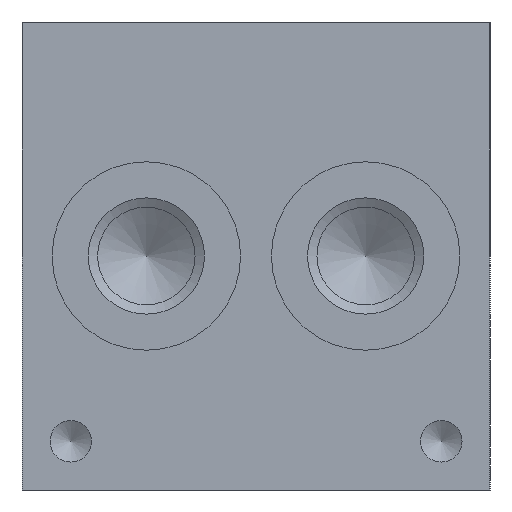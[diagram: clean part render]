
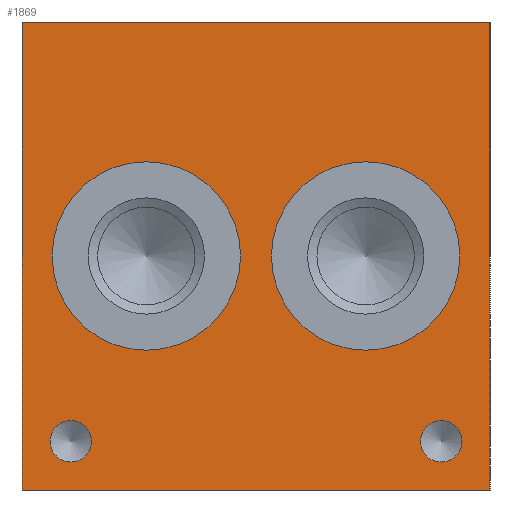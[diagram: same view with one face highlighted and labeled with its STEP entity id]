
A CAD part, left-side view. The second image highlights one B-rep face of the part: STEP entity #1869.
In plain terms, the highlighted planar face has unit normal (-1, 0, 0).
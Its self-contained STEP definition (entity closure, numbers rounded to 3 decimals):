
#164=CARTESIAN_POINT('',(0.0,68.25,11.303));
#165=VERTEX_POINT('',#164);
#166=CARTESIAN_POINT('',(0.0,68.25,7.925));
#167=DIRECTION('',(1.0,0.0,0.0));
#168=DIRECTION('',(0.0,0.0,1.0));
#169=AXIS2_PLACEMENT_3D('',#166,#167,#168);
#170=CIRCLE('',#169,3.378);
#171=EDGE_CURVE('',#165,#165,#170,.T.);
#201=CARTESIAN_POINT('',(0.0,7.925,11.303));
#202=VERTEX_POINT('',#201);
#203=CARTESIAN_POINT('',(0.0,7.925,7.925));
#204=DIRECTION('',(1.0,0.0,0.0));
#205=DIRECTION('',(0.0,0.0,1.0));
#206=AXIS2_PLACEMENT_3D('',#203,#204,#205);
#207=CIRCLE('',#206,3.378);
#208=EDGE_CURVE('',#202,#202,#207,.T.);
#1353=CARTESIAN_POINT('',(0.0,55.956,53.442));
#1354=VERTEX_POINT('',#1353);
#1355=CARTESIAN_POINT('',(0.0,55.956,38.1));
#1356=DIRECTION('',(1.0,0.0,0.0));
#1357=DIRECTION('',(0.0,0.0,1.0));
#1358=AXIS2_PLACEMENT_3D('',#1355,#1356,#1357);
#1359=CIRCLE('',#1358,15.342);
#1360=EDGE_CURVE('',#1354,#1354,#1359,.T.);
#1470=CARTESIAN_POINT('',(0.0,20.244,53.442));
#1471=VERTEX_POINT('',#1470);
#1472=CARTESIAN_POINT('',(0.0,20.244,38.1));
#1473=DIRECTION('',(1.0,0.0,0.0));
#1474=DIRECTION('',(0.0,0.0,1.0));
#1475=AXIS2_PLACEMENT_3D('',#1472,#1473,#1474);
#1476=CIRCLE('',#1475,15.342);
#1477=EDGE_CURVE('',#1471,#1471,#1476,.T.);
#1818=CARTESIAN_POINT('',(0.0,0.0,0.0));
#1819=DIRECTION('',(-1.0,0.0,0.0));
#1820=DIRECTION('',(0.0,0.0,1.0));
#1821=AXIS2_PLACEMENT_3D('',#1818,#1819,#1820);
#1822=PLANE('',#1821);
#1823=CARTESIAN_POINT('',(0.0,0.0,76.2));
#1824=VERTEX_POINT('',#1823);
#1825=CARTESIAN_POINT('',(0.0,76.2,76.2));
#1826=VERTEX_POINT('',#1825);
#1827=CARTESIAN_POINT('',(0.0,0.0,76.2));
#1828=DIRECTION('',(0.0,1.0,0.0));
#1829=VECTOR('',#1828,76.2);
#1830=LINE('',#1827,#1829);
#1831=EDGE_CURVE('',#1824,#1826,#1830,.T.);
#1832=ORIENTED_EDGE('',*,*,#1831,.T.);
#1833=CARTESIAN_POINT('',(0.0,76.2,0.0));
#1834=VERTEX_POINT('',#1833);
#1835=CARTESIAN_POINT('',(0.0,76.2,0.0));
#1836=DIRECTION('',(0.0,0.0,1.0));
#1837=VECTOR('',#1836,76.2);
#1838=LINE('',#1835,#1837);
#1839=EDGE_CURVE('',#1834,#1826,#1838,.T.);
#1840=ORIENTED_EDGE('',*,*,#1839,.F.);
#1841=CARTESIAN_POINT('',(0.0,0.0,0.0));
#1842=VERTEX_POINT('',#1841);
#1843=CARTESIAN_POINT('',(0.0,76.2,0.0));
#1844=DIRECTION('',(0.0,-1.0,0.0));
#1845=VECTOR('',#1844,76.2);
#1846=LINE('',#1843,#1845);
#1847=EDGE_CURVE('',#1834,#1842,#1846,.T.);
#1848=ORIENTED_EDGE('',*,*,#1847,.T.);
#1849=CARTESIAN_POINT('',(0.0,0.0,0.0));
#1850=DIRECTION('',(0.0,0.0,1.0));
#1851=VECTOR('',#1850,76.2);
#1852=LINE('',#1849,#1851);
#1853=EDGE_CURVE('',#1842,#1824,#1852,.T.);
#1854=ORIENTED_EDGE('',*,*,#1853,.T.);
#1855=EDGE_LOOP('',(#1832,#1840,#1848,#1854));
#1856=FACE_OUTER_BOUND('',#1855,.T.);
#1857=ORIENTED_EDGE('',*,*,#171,.T.);
#1858=EDGE_LOOP('',(#1857));
#1859=FACE_BOUND('',#1858,.T.);
#1860=ORIENTED_EDGE('',*,*,#208,.T.);
#1861=EDGE_LOOP('',(#1860));
#1862=FACE_BOUND('',#1861,.T.);
#1863=ORIENTED_EDGE('',*,*,#1360,.T.);
#1864=EDGE_LOOP('',(#1863));
#1865=FACE_BOUND('',#1864,.T.);
#1866=ORIENTED_EDGE('',*,*,#1477,.T.);
#1867=EDGE_LOOP('',(#1866));
#1868=FACE_BOUND('',#1867,.T.);
#1869=ADVANCED_FACE('',(#1856,#1859,#1862,#1865,#1868),#1822,.T.);
